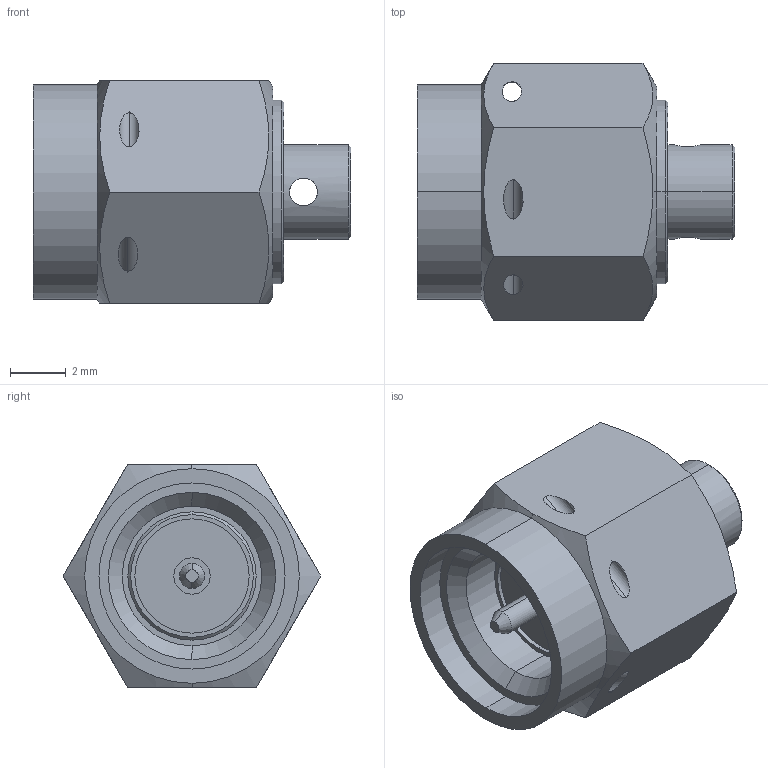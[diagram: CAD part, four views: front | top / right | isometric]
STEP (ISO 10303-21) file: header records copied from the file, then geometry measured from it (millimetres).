
FILE_DESCRIPTION (( 'STEP AP214' ), '1' );
FILE_NAME ('!ÔÈÌÄ.434521.007-06 Âèëêà êàáåëüíàÿ ïðÿìàÿ.STEP', '2024-07-31T07:10:07', ( '' ), ( '' ), 'SwSTEP 2.0', 'SolidWorks 2018', '' );
FILE_SCHEMA (( 'AUTOMOTIVE_DESIGN' ));
Length unit declared in the file: millimetre
Products named in the file (2): !ÔÈÌÄ.434521.007-06 Âèëêà êàáåëüíàÿ ïðÿìàÿ; Äåòàëü23^ÔÈÌÄ.434521.007 Âèëêà êàáåëüíàÿ ïðÿìàÿ
Assembly tree (1 placements, depth 2):
  !ÔÈÌÄ.434521.007-06 Âèëêà êàáåëüíàÿ ïðÿìàÿ
    Äåòàëü23^ÔÈÌÄ.434521.007 Âèëêà êàáåëüíàÿ ïðÿìàÿ
Bounding box: 11.4 x 9.24 x 8 mm (x, y, z)
Volume: 376.3 mm3; surface area: 682.9 mm2
Topology: 1 solids, 2 shells, 107 faces, 240 edges, 150 vertices
Faces by surface type: cylinder 52, cone 26, plane 23, sphere 6
Entity records: 3272 total; most frequent: CARTESIAN_POINT 797, DIRECTION 520, ORIENTED_EDGE 476, EDGE_CURVE 238, AXIS2_PLACEMENT_3D 217, VERTEX_POINT 150, EDGE_LOOP 134, FACE_OUTER_BOUND 107
